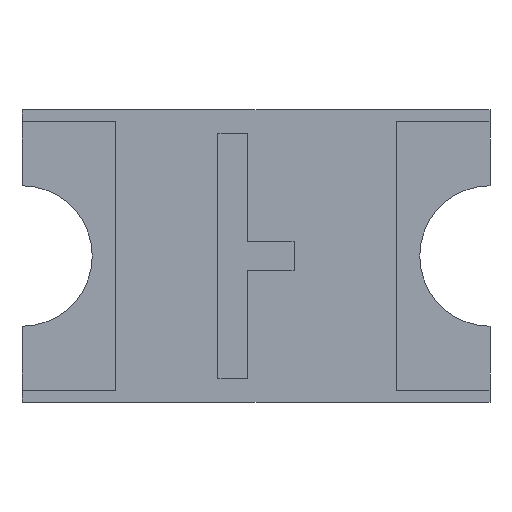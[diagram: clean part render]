
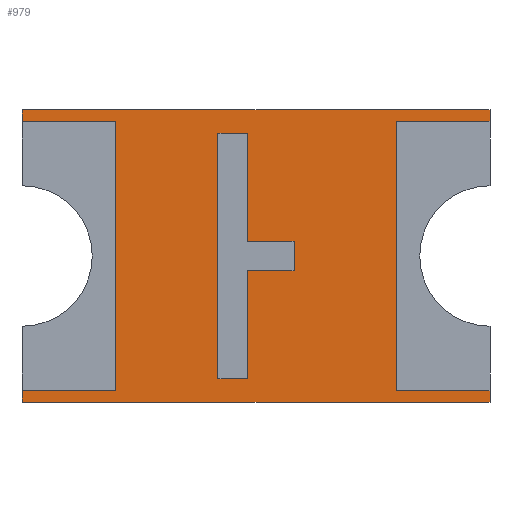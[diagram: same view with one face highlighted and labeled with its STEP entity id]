
A CAD part, front view. The second image highlights one B-rep face of the part: STEP entity #979.
In plain terms, the highlighted planar face has unit normal (0, -1, 0).
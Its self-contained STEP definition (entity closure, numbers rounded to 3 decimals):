
#6 = CARTESIAN_POINT ( 'NONE',  ( 1., 0., 0.575 ) ) ;
#12 = VECTOR ( 'NONE', #836, 1000. ) ;
#22 = LINE ( 'NONE', #954, #454 ) ;
#30 = DIRECTION ( 'NONE',  ( -1., 0., 0. ) ) ;
#35 = VECTOR ( 'NONE', #911, 1000. ) ;
#37 = CARTESIAN_POINT ( 'NONE',  ( 1., 0., 0. ) ) ;
#39 = EDGE_CURVE ( 'NONE', #113, #406, #484, .T. ) ;
#41 = VERTEX_POINT ( 'NONE', #559 ) ;
#42 = DIRECTION ( 'NONE',  ( 0., 1., 0. ) ) ;
#44 = FACE_OUTER_BOUND ( 'NONE', #606, .T. ) ;
#47 = VECTOR ( 'NONE', #580, 1000. ) ;
#53 = ORIENTED_EDGE ( 'NONE', *, *, #632, .F. ) ;
#66 = DIRECTION ( 'NONE',  ( 1., 0., 0. ) ) ;
#69 = DIRECTION ( 'NONE',  ( -1., 0., 0. ) ) ;
#78 = VERTEX_POINT ( 'NONE', #228 ) ;
#81 = EDGE_CURVE ( 'NONE', #41, #218, #1045, .T. ) ;
#82 = CARTESIAN_POINT ( 'NONE',  ( 1., 0., -0.525 ) ) ;
#91 = CARTESIAN_POINT ( 'NONE',  ( -1., 0., 0.575 ) ) ;
#106 = LINE ( 'NONE', #143, #47 ) ;
#113 = VERTEX_POINT ( 'NONE', #909 ) ;
#118 = LINE ( 'NONE', #808, #258 ) ;
#120 = EDGE_CURVE ( 'NONE', #928, #685, #603, .T. ) ;
#122 = VECTOR ( 'NONE', #666, 1000. ) ;
#131 = VECTOR ( 'NONE', #781, 1000. ) ;
#136 = EDGE_CURVE ( 'NONE', #339, #150, #881, .T. ) ;
#143 = CARTESIAN_POINT ( 'NONE',  ( -0.6, 0., 0. ) ) ;
#146 = LINE ( 'NONE', #389, #335 ) ;
#150 = VERTEX_POINT ( 'NONE', #577 ) ;
#162 = EDGE_CURVE ( 'NONE', #218, #404, #551, .T. ) ;
#168 = DIRECTION ( 'NONE',  ( 0., 0., 1. ) ) ;
#178 = DIRECTION ( 'NONE',  ( 0., 0., 1. ) ) ;
#193 = LINE ( 'NONE', #440, #131 ) ;
#196 = EDGE_CURVE ( 'NONE', #617, #433, #748, .T. ) ;
#214 = CARTESIAN_POINT ( 'NONE',  ( -0.6, 0., -0.575 ) ) ;
#218 = VERTEX_POINT ( 'NONE', #91 ) ;
#222 = VECTOR ( 'NONE', #303, 1000. ) ;
#228 = CARTESIAN_POINT ( 'NONE',  ( 1., 0., -0.625 ) ) ;
#230 = LINE ( 'NONE', #327, #535 ) ;
#241 = LINE ( 'NONE', #320, #308 ) ;
#242 = LINE ( 'NONE', #424, #260 ) ;
#244 = VECTOR ( 'NONE', #676, 1000. ) ;
#247 = EDGE_CURVE ( 'NONE', #782, #391, #326, .T. ) ;
#248 = VERTEX_POINT ( 'NONE', #749 ) ;
#251 = CARTESIAN_POINT ( 'NONE',  ( -1., 0., 0.625 ) ) ;
#258 = VECTOR ( 'NONE', #69, 1000. ) ;
#260 = VECTOR ( 'NONE', #427, 1000. ) ;
#266 = EDGE_CURVE ( 'NONE', #406, #339, #794, .T. ) ;
#272 = CARTESIAN_POINT ( 'NONE',  ( 1., 0., 0.625 ) ) ;
#275 = PLANE ( 'NONE',  #511 ) ;
#279 = DIRECTION ( 'NONE',  ( 1., 0., 0. ) ) ;
#303 = DIRECTION ( 'NONE',  ( 0., 0., 1. ) ) ;
#308 = VECTOR ( 'NONE', #759, 1000. ) ;
#312 = ORIENTED_EDGE ( 'NONE', *, *, #120, .F. ) ;
#314 = EDGE_LOOP ( 'NONE', ( #1014, #608, #446, #736, #487, #727, #883, #950 ) ) ;
#319 = EDGE_CURVE ( 'NONE', #700, #576, #483, .T. ) ;
#320 = CARTESIAN_POINT ( 'NONE',  ( -1., 0., 0.625 ) ) ;
#322 = DIRECTION ( 'NONE',  ( 1., 0., 0. ) ) ;
#325 = EDGE_CURVE ( 'NONE', #907, #248, #242, .T. ) ;
#326 = LINE ( 'NONE', #585, #525 ) ;
#327 = CARTESIAN_POINT ( 'NONE',  ( 1., 0., 0.575 ) ) ;
#332 = LINE ( 'NONE', #668, #35 ) ;
#335 = VECTOR ( 'NONE', #958, 1000. ) ;
#339 = VERTEX_POINT ( 'NONE', #689 ) ;
#363 = EDGE_CURVE ( 'NONE', #391, #617, #916, .T. ) ;
#365 = FACE_BOUND ( 'NONE', #314, .T. ) ;
#378 = ORIENTED_EDGE ( 'NONE', *, *, #162, .F. ) ;
#382 = VERTEX_POINT ( 'NONE', #536 ) ;
#387 = VECTOR ( 'NONE', #918, 1000. ) ;
#388 = ORIENTED_EDGE ( 'NONE', *, *, #81, .F. ) ;
#389 = CARTESIAN_POINT ( 'NONE',  ( 1., 0., -0.575 ) ) ;
#391 = VERTEX_POINT ( 'NONE', #713 ) ;
#400 = DIRECTION ( 'NONE',  ( -1., 0., 0. ) ) ;
#404 = VERTEX_POINT ( 'NONE', #548 ) ;
#406 = VERTEX_POINT ( 'NONE', #630 ) ;
#410 = CARTESIAN_POINT ( 'NONE',  ( 1., 0., 0.625 ) ) ;
#424 = CARTESIAN_POINT ( 'NONE',  ( 0.6, 0., 0. ) ) ;
#427 = DIRECTION ( 'NONE',  ( 0., 0., -1. ) ) ;
#433 = VERTEX_POINT ( 'NONE', #554 ) ;
#435 = ORIENTED_EDGE ( 'NONE', *, *, #319, .F. ) ;
#440 = CARTESIAN_POINT ( 'NONE',  ( 1., 0., -0.3 ) ) ;
#446 = ORIENTED_EDGE ( 'NONE', *, *, #770, .F. ) ;
#447 = DIRECTION ( 'NONE',  ( 0., 0., 1. ) ) ;
#450 = EDGE_CURVE ( 'NONE', #248, #382, #146, .T. ) ;
#454 = VECTOR ( 'NONE', #66, 1000. ) ;
#468 = EDGE_CURVE ( 'NONE', #78, #700, #118, .T. ) ;
#478 = ORIENTED_EDGE ( 'NONE', *, *, #724, .F. ) ;
#483 = LINE ( 'NONE', #600, #856 ) ;
#484 = LINE ( 'NONE', #804, #222 ) ;
#486 = ORIENTED_EDGE ( 'NONE', *, *, #527, .F. ) ;
#487 = ORIENTED_EDGE ( 'NONE', *, *, #363, .F. ) ;
#491 = CARTESIAN_POINT ( 'NONE',  ( -1., 0., -0.575 ) ) ;
#511 = AXIS2_PLACEMENT_3D ( 'NONE', #37, #42, #447 ) ;
#525 = VECTOR ( 'NONE', #168, 1000. ) ;
#527 = EDGE_CURVE ( 'NONE', #576, #1048, #22, .T. ) ;
#535 = VECTOR ( 'NONE', #400, 1000. ) ;
#536 = CARTESIAN_POINT ( 'NONE',  ( 1., 0., -0.575 ) ) ;
#547 = EDGE_CURVE ( 'NONE', #1048, #41, #106, .T. ) ;
#548 = CARTESIAN_POINT ( 'NONE',  ( -1., 0., 0.625 ) ) ;
#551 = LINE ( 'NONE', #251, #122 ) ;
#554 = CARTESIAN_POINT ( 'NONE',  ( 0.163, 0., 0.063 ) ) ;
#559 = CARTESIAN_POINT ( 'NONE',  ( -0.6, 0., 0.575 ) ) ;
#576 = VERTEX_POINT ( 'NONE', #491 ) ;
#577 = CARTESIAN_POINT ( 'NONE',  ( -0.163, 0., -0.525 ) ) ;
#579 = EDGE_CURVE ( 'NONE', #150, #782, #649, .T. ) ;
#580 = DIRECTION ( 'NONE',  ( 0., 0., 1. ) ) ;
#585 = CARTESIAN_POINT ( 'NONE',  ( -0.037, 0., 0. ) ) ;
#599 = VECTOR ( 'NONE', #322, 1000. ) ;
#600 = CARTESIAN_POINT ( 'NONE',  ( -1., 0., -0.3 ) ) ;
#603 = LINE ( 'NONE', #410, #387 ) ;
#606 = EDGE_LOOP ( 'NONE', ( #53, #312, #478, #378, #388, #753, #486, #435, #939, #684, #739, #980 ) ) ;
#608 = ORIENTED_EDGE ( 'NONE', *, *, #39, .F. ) ;
#611 = CARTESIAN_POINT ( 'NONE',  ( 1., 0., 0.525 ) ) ;
#617 = VERTEX_POINT ( 'NONE', #829 ) ;
#630 = CARTESIAN_POINT ( 'NONE',  ( -0.037, 0., 0.525 ) ) ;
#632 = EDGE_CURVE ( 'NONE', #685, #907, #230, .T. ) ;
#649 = LINE ( 'NONE', #82, #599 ) ;
#651 = CARTESIAN_POINT ( 'NONE',  ( 1., 0., 0.575 ) ) ;
#656 = CARTESIAN_POINT ( 'NONE',  ( -1., 0., -0.625 ) ) ;
#666 = DIRECTION ( 'NONE',  ( 0., 0., 1. ) ) ;
#668 = CARTESIAN_POINT ( 'NONE',  ( 1., 0., 0.063 ) ) ;
#676 = DIRECTION ( 'NONE',  ( -1., 0., 0. ) ) ;
#684 = ORIENTED_EDGE ( 'NONE', *, *, #876, .F. ) ;
#685 = VERTEX_POINT ( 'NONE', #651 ) ;
#689 = CARTESIAN_POINT ( 'NONE',  ( -0.163, 0., 0.525 ) ) ;
#700 = VERTEX_POINT ( 'NONE', #656 ) ;
#713 = CARTESIAN_POINT ( 'NONE',  ( -0.037, 0., -0.063 ) ) ;
#718 = CARTESIAN_POINT ( 'NONE',  ( 1., 0., -0.063 ) ) ;
#724 = EDGE_CURVE ( 'NONE', #404, #928, #241, .T. ) ;
#727 = ORIENTED_EDGE ( 'NONE', *, *, #247, .F. ) ;
#736 = ORIENTED_EDGE ( 'NONE', *, *, #196, .F. ) ;
#739 = ORIENTED_EDGE ( 'NONE', *, *, #450, .F. ) ;
#748 = LINE ( 'NONE', #761, #762 ) ;
#749 = CARTESIAN_POINT ( 'NONE',  ( 0.6, 0., -0.575 ) ) ;
#753 = ORIENTED_EDGE ( 'NONE', *, *, #547, .F. ) ;
#759 = DIRECTION ( 'NONE',  ( 1., 0., 0. ) ) ;
#761 = CARTESIAN_POINT ( 'NONE',  ( 0.163, 0., 0. ) ) ;
#762 = VECTOR ( 'NONE', #178, 1000. ) ;
#770 = EDGE_CURVE ( 'NONE', #433, #113, #332, .T. ) ;
#773 = CARTESIAN_POINT ( 'NONE',  ( 0.6, 0., 0.575 ) ) ;
#777 = DIRECTION ( 'NONE',  ( 0., 0., 1. ) ) ;
#781 = DIRECTION ( 'NONE',  ( 0., 0., -1. ) ) ;
#782 = VERTEX_POINT ( 'NONE', #983 ) ;
#794 = LINE ( 'NONE', #611, #880 ) ;
#804 = CARTESIAN_POINT ( 'NONE',  ( -0.037, 0., 0. ) ) ;
#808 = CARTESIAN_POINT ( 'NONE',  ( -1., 0., -0.625 ) ) ;
#829 = CARTESIAN_POINT ( 'NONE',  ( 0.163, 0., -0.063 ) ) ;
#836 = DIRECTION ( 'NONE',  ( 0., 0., -1. ) ) ;
#856 = VECTOR ( 'NONE', #777, 1000. ) ;
#868 = VECTOR ( 'NONE', #279, 1000. ) ;
#876 = EDGE_CURVE ( 'NONE', #382, #78, #193, .T. ) ;
#880 = VECTOR ( 'NONE', #30, 1000. ) ;
#881 = LINE ( 'NONE', #908, #12 ) ;
#883 = ORIENTED_EDGE ( 'NONE', *, *, #579, .F. ) ;
#907 = VERTEX_POINT ( 'NONE', #773 ) ;
#908 = CARTESIAN_POINT ( 'NONE',  ( -0.163, 0., 0. ) ) ;
#909 = CARTESIAN_POINT ( 'NONE',  ( -0.037, 0., 0.063 ) ) ;
#911 = DIRECTION ( 'NONE',  ( -1., 0., 0. ) ) ;
#916 = LINE ( 'NONE', #718, #868 ) ;
#918 = DIRECTION ( 'NONE',  ( 0., 0., -1. ) ) ;
#928 = VERTEX_POINT ( 'NONE', #272 ) ;
#939 = ORIENTED_EDGE ( 'NONE', *, *, #468, .F. ) ;
#950 = ORIENTED_EDGE ( 'NONE', *, *, #136, .F. ) ;
#954 = CARTESIAN_POINT ( 'NONE',  ( 1., 0., -0.575 ) ) ;
#958 = DIRECTION ( 'NONE',  ( 1., 0., 0. ) ) ;
#979 = ADVANCED_FACE ( 'NONE', ( #44, #365 ), #275, .F. ) ;
#980 = ORIENTED_EDGE ( 'NONE', *, *, #325, .F. ) ;
#983 = CARTESIAN_POINT ( 'NONE',  ( -0.037, 0., -0.525 ) ) ;
#1014 = ORIENTED_EDGE ( 'NONE', *, *, #266, .F. ) ;
#1045 = LINE ( 'NONE', #6, #244 ) ;
#1048 = VERTEX_POINT ( 'NONE', #214 ) ;
